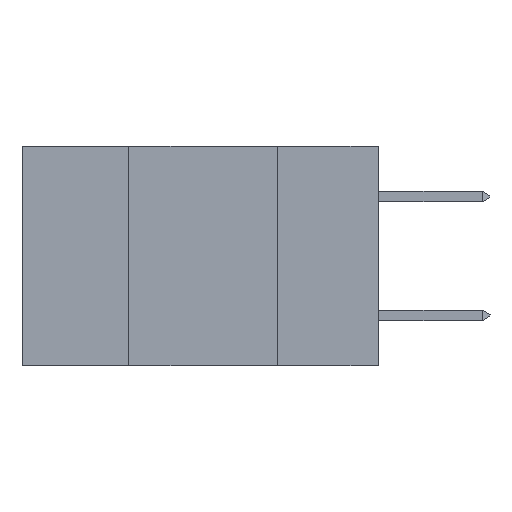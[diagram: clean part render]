
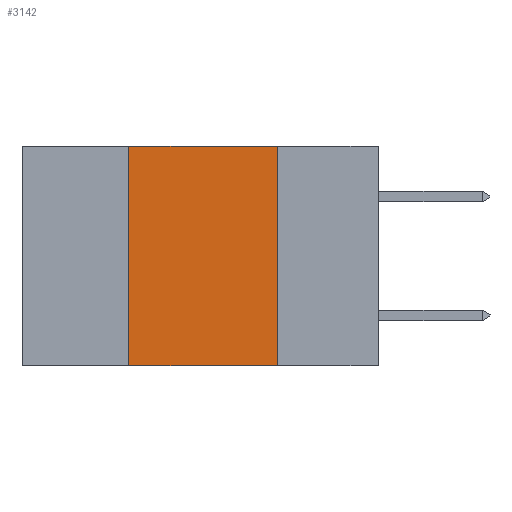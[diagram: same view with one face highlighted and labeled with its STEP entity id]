
A CAD part, left-side view. The second image highlights one B-rep face of the part: STEP entity #3142.
In plain terms, the highlighted planar face has unit normal (-1, 0, 0).
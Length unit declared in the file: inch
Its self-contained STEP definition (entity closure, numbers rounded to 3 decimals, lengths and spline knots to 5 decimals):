
#84 = DIRECTION ( 'NONE',  ( 0., 0., -1. ) ) ;
#91 = VECTOR ( 'NONE', #12958, 39.37008 ) ;
#268 = EDGE_CURVE ( 'NONE', #4599, #10045, #8270, .T. ) ;
#330 = ORIENTED_EDGE ( 'NONE', *, *, #10373, .F. ) ;
#422 = CARTESIAN_POINT ( 'NONE',  ( 0., 0.6, 0. ) ) ;
#1439 = CARTESIAN_POINT ( 'NONE',  ( 0., 0.6, 0. ) ) ;
#1609 = VERTEX_POINT ( 'NONE', #10024 ) ;
#2795 = PLANE ( 'NONE',  #9786 ) ;
#2880 = CARTESIAN_POINT ( 'NONE',  ( 0., 0.42, -0.37 ) ) ;
#3142 = ADVANCED_FACE ( 'NONE', ( #14767 ), #2795, .F. ) ;
#3689 = EDGE_CURVE ( 'NONE', #10002, #10045, #7418, .T. ) ;
#4599 = VERTEX_POINT ( 'NONE', #2880 ) ;
#4994 = LINE ( 'NONE', #15083, #5179 ) ;
#5179 = VECTOR ( 'NONE', #12805, 39.37008 ) ;
#5376 = ORIENTED_EDGE ( 'NONE', *, *, #6449, .F. ) ;
#5520 = DIRECTION ( 'NONE',  ( 0., -1., 0. ) ) ;
#5712 = ORIENTED_EDGE ( 'NONE', *, *, #268, .T. ) ;
#5748 = VECTOR ( 'NONE', #84, 39.37008 ) ;
#6449 = EDGE_CURVE ( 'NONE', #4599, #1609, #4994, .T. ) ;
#7418 = LINE ( 'NONE', #14364, #5748 ) ;
#8270 = LINE ( 'NONE', #11799, #91 ) ;
#9732 = DIRECTION ( 'NONE',  ( 1., 0., 0. ) ) ;
#9786 = AXIS2_PLACEMENT_3D ( 'NONE', #1439, #9732, #10854 ) ;
#9820 = ORIENTED_EDGE ( 'NONE', *, *, #3689, .F. ) ;
#10002 = VERTEX_POINT ( 'NONE', #12024 ) ;
#10024 = CARTESIAN_POINT ( 'NONE',  ( 0., 0.42, 0. ) ) ;
#10035 = EDGE_LOOP ( 'NONE', ( #9820, #330, #5376, #5712 ) ) ;
#10045 = VERTEX_POINT ( 'NONE', #11001 ) ;
#10373 = EDGE_CURVE ( 'NONE', #1609, #10002, #10912, .T. ) ;
#10854 = DIRECTION ( 'NONE',  ( 0., 0., -1. ) ) ;
#10912 = LINE ( 'NONE', #422, #13468 ) ;
#11001 = CARTESIAN_POINT ( 'NONE',  ( 0., 0.17, -0.37 ) ) ;
#11799 = CARTESIAN_POINT ( 'NONE',  ( 0., 0.6, -0.37 ) ) ;
#12024 = CARTESIAN_POINT ( 'NONE',  ( 0., 0.17, 0. ) ) ;
#12805 = DIRECTION ( 'NONE',  ( 0., 0., 1. ) ) ;
#12958 = DIRECTION ( 'NONE',  ( 0., -1., 0. ) ) ;
#13468 = VECTOR ( 'NONE', #5520, 39.37008 ) ;
#14364 = CARTESIAN_POINT ( 'NONE',  ( 0., 0.17, 0. ) ) ;
#14767 = FACE_OUTER_BOUND ( 'NONE', #10035, .T. ) ;
#15083 = CARTESIAN_POINT ( 'NONE',  ( 0., 0.42, 0. ) ) ;
